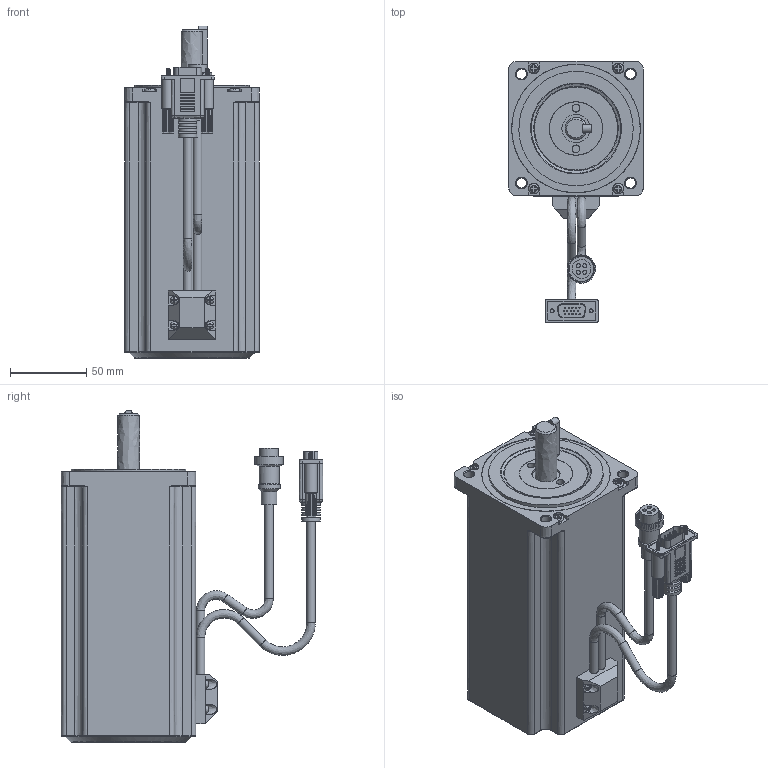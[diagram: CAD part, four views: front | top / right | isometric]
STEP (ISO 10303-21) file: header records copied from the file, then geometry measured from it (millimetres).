
FILE_DESCRIPTION(('FreeCAD Model'),'2;1');
FILE_NAME('Open CASCADE Shape Model','2025-05-08T07:44:44',('FreeCAD'),( 'FreeCAD'),'Open CASCADE STEP processor 7.6','FreeCAD','Unknown');
FILE_SCHEMA(('AUTOMOTIVE_DESIGN { 1 0 10303 214 1 1 1 1 }'));
Products named in the file (1): Open CASCADE STEP translator 7.6 1
Bounding box: 88.03 x 171.07 x 217.28 mm (x, y, z)
Volume: 1282256.7 mm3; surface area: 96022.8 mm2
Topology: 16 solids, 16 shells, 782 faces, 1975 edges, 1291 vertices
Faces by surface type: bspline 782
Entity records: 35796 total; most frequent: CARTESIAN_POINT 24182, ORIENTED_EDGE 3950, EDGE_CURVE 1975, B_SPLINE_CURVE_WITH_KNOTS 1403, VERTEX_POINT 1291, FACE_BOUND 856, EDGE_LOOP 856, ADVANCED_FACE 782
